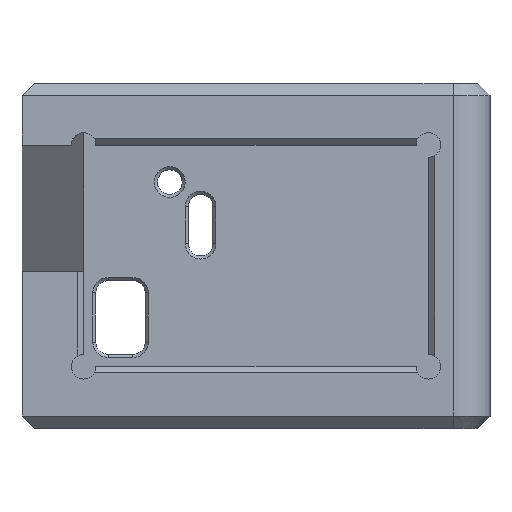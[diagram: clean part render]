
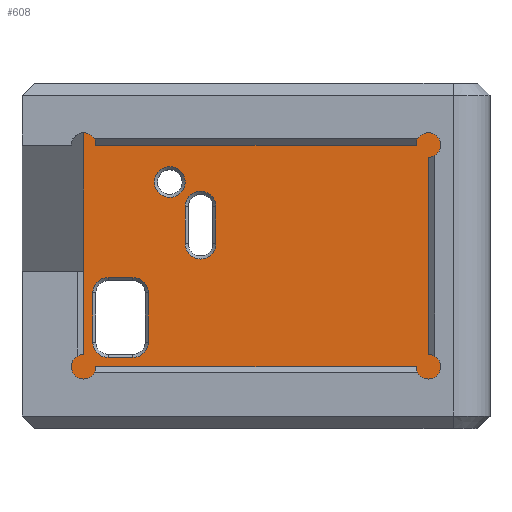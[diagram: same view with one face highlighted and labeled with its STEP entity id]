
A CAD part, top view. The second image highlights one B-rep face of the part: STEP entity #608.
In plain terms, the highlighted planar face has unit normal (0, 0, 1).
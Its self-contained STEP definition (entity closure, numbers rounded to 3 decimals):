
#135 = VERTEX_POINT('',#136);
#136 = CARTESIAN_POINT('',(-14.,-1.25,7.));
#142 = EDGE_CURVE('',#143,#135,#145,.T.);
#143 = VERTEX_POINT('',#144);
#144 = CARTESIAN_POINT('',(-14.,10.,7.));
#145 = LINE('',#146,#147);
#146 = CARTESIAN_POINT('',(-14.,9.,7.));
#147 = VECTOR('',#148,1.);
#148 = DIRECTION('',(0.,-1.,0.));
#589 = VERTEX_POINT('',#590);
#590 = CARTESIAN_POINT('',(-13.,9.,7.));
#596 = EDGE_CURVE('',#589,#143,#597,.T.);
#597 = CIRCLE('',#598,1.);
#598 = AXIS2_PLACEMENT_3D('',#599,#600,#601);
#599 = CARTESIAN_POINT('',(-14.,9.,7.));
#600 = DIRECTION('',(0.,0.,1.));
#601 = DIRECTION('',(1.,0.,0.));
#608 = ADVANCED_FACE('',(#609,#688,#758,#794),#805,.T.);
#609 = FACE_BOUND('',#610,.T.);
#610 = EDGE_LOOP('',(#611,#612,#613,#621,#630,#638,#647,#656,#664,#673,
    #682));
#611 = ORIENTED_EDGE('',*,*,#596,.T.);
#612 = ORIENTED_EDGE('',*,*,#142,.T.);
#613 = ORIENTED_EDGE('',*,*,#614,.F.);
#614 = EDGE_CURVE('',#615,#135,#617,.T.);
#615 = VERTEX_POINT('',#616);
#616 = CARTESIAN_POINT('',(-14.,-8.,7.));
#617 = LINE('',#618,#619);
#618 = CARTESIAN_POINT('',(-14.,-9.,7.));
#619 = VECTOR('',#620,1.);
#620 = DIRECTION('',(0.,1.,0.));
#621 = ORIENTED_EDGE('',*,*,#622,.T.);
#622 = EDGE_CURVE('',#615,#623,#625,.T.);
#623 = VERTEX_POINT('',#624);
#624 = CARTESIAN_POINT('',(-13.,-9.,7.));
#625 = CIRCLE('',#626,1.);
#626 = AXIS2_PLACEMENT_3D('',#627,#628,#629);
#627 = CARTESIAN_POINT('',(-14.,-9.,7.));
#628 = DIRECTION('',(0.,0.,1.));
#629 = DIRECTION('',(1.,0.,0.));
#630 = ORIENTED_EDGE('',*,*,#631,.F.);
#631 = EDGE_CURVE('',#632,#623,#634,.T.);
#632 = VERTEX_POINT('',#633);
#633 = CARTESIAN_POINT('',(13.,-9.,7.));
#634 = LINE('',#635,#636);
#635 = CARTESIAN_POINT('',(14.,-9.,7.));
#636 = VECTOR('',#637,1.);
#637 = DIRECTION('',(-1.,0.,0.));
#638 = ORIENTED_EDGE('',*,*,#639,.T.);
#639 = EDGE_CURVE('',#632,#640,#642,.T.);
#640 = VERTEX_POINT('',#641);
#641 = CARTESIAN_POINT('',(15.,-9.,7.));
#642 = CIRCLE('',#643,1.);
#643 = AXIS2_PLACEMENT_3D('',#644,#645,#646);
#644 = CARTESIAN_POINT('',(14.,-9.,7.));
#645 = DIRECTION('',(0.,0.,1.));
#646 = DIRECTION('',(1.,0.,0.));
#647 = ORIENTED_EDGE('',*,*,#648,.T.);
#648 = EDGE_CURVE('',#640,#649,#651,.T.);
#649 = VERTEX_POINT('',#650);
#650 = CARTESIAN_POINT('',(14.,-8.,7.));
#651 = CIRCLE('',#652,1.);
#652 = AXIS2_PLACEMENT_3D('',#653,#654,#655);
#653 = CARTESIAN_POINT('',(14.,-9.,7.));
#654 = DIRECTION('',(0.,0.,1.));
#655 = DIRECTION('',(1.,0.,0.));
#656 = ORIENTED_EDGE('',*,*,#657,.F.);
#657 = EDGE_CURVE('',#658,#649,#660,.T.);
#658 = VERTEX_POINT('',#659);
#659 = CARTESIAN_POINT('',(14.,8.,7.));
#660 = LINE('',#661,#662);
#661 = CARTESIAN_POINT('',(14.,9.,7.));
#662 = VECTOR('',#663,1.);
#663 = DIRECTION('',(0.,-1.,0.));
#664 = ORIENTED_EDGE('',*,*,#665,.T.);
#665 = EDGE_CURVE('',#658,#666,#668,.T.);
#666 = VERTEX_POINT('',#667);
#667 = CARTESIAN_POINT('',(15.,9.,7.));
#668 = CIRCLE('',#669,1.);
#669 = AXIS2_PLACEMENT_3D('',#670,#671,#672);
#670 = CARTESIAN_POINT('',(14.,9.,7.));
#671 = DIRECTION('',(0.,0.,1.));
#672 = DIRECTION('',(1.,0.,0.));
#673 = ORIENTED_EDGE('',*,*,#674,.T.);
#674 = EDGE_CURVE('',#666,#675,#677,.T.);
#675 = VERTEX_POINT('',#676);
#676 = CARTESIAN_POINT('',(13.,9.,7.));
#677 = CIRCLE('',#678,1.);
#678 = AXIS2_PLACEMENT_3D('',#679,#680,#681);
#679 = CARTESIAN_POINT('',(14.,9.,7.));
#680 = DIRECTION('',(0.,0.,1.));
#681 = DIRECTION('',(1.,0.,0.));
#682 = ORIENTED_EDGE('',*,*,#683,.F.);
#683 = EDGE_CURVE('',#589,#675,#684,.T.);
#684 = LINE('',#685,#686);
#685 = CARTESIAN_POINT('',(-14.,9.,7.));
#686 = VECTOR('',#687,1.);
#687 = DIRECTION('',(1.,0.,0.));
#688 = FACE_BOUND('',#689,.T.);
#689 = EDGE_LOOP('',(#690,#700,#709,#717,#726,#734,#743,#751));
#690 = ORIENTED_EDGE('',*,*,#691,.F.);
#691 = EDGE_CURVE('',#692,#694,#696,.T.);
#692 = VERTEX_POINT('',#693);
#693 = CARTESIAN_POINT('',(-10.,-1.75,7.));
#694 = VERTEX_POINT('',#695);
#695 = CARTESIAN_POINT('',(-12.,-1.75,7.));
#696 = LINE('',#697,#698);
#697 = CARTESIAN_POINT('',(-10.,-1.75,7.));
#698 = VECTOR('',#699,1.);
#699 = DIRECTION('',(-1.,0.,0.));
#700 = ORIENTED_EDGE('',*,*,#701,.F.);
#701 = EDGE_CURVE('',#702,#692,#704,.T.);
#702 = VERTEX_POINT('',#703);
#703 = CARTESIAN_POINT('',(-8.75,-3.,7.));
#704 = CIRCLE('',#705,1.25);
#705 = AXIS2_PLACEMENT_3D('',#706,#707,#708);
#706 = CARTESIAN_POINT('',(-10.,-3.,7.));
#707 = DIRECTION('',(0.,0.,1.));
#708 = DIRECTION('',(1.,0.,0.));
#709 = ORIENTED_EDGE('',*,*,#710,.F.);
#710 = EDGE_CURVE('',#711,#702,#713,.T.);
#711 = VERTEX_POINT('',#712);
#712 = CARTESIAN_POINT('',(-8.75,-7.,7.));
#713 = LINE('',#714,#715);
#714 = CARTESIAN_POINT('',(-8.75,-7.,7.));
#715 = VECTOR('',#716,1.);
#716 = DIRECTION('',(0.,1.,0.));
#717 = ORIENTED_EDGE('',*,*,#718,.F.);
#718 = EDGE_CURVE('',#719,#711,#721,.T.);
#719 = VERTEX_POINT('',#720);
#720 = CARTESIAN_POINT('',(-10.,-8.25,7.));
#721 = CIRCLE('',#722,1.25);
#722 = AXIS2_PLACEMENT_3D('',#723,#724,#725);
#723 = CARTESIAN_POINT('',(-10.,-7.,7.));
#724 = DIRECTION('',(0.,0.,1.));
#725 = DIRECTION('',(0.,-1.,0.));
#726 = ORIENTED_EDGE('',*,*,#727,.F.);
#727 = EDGE_CURVE('',#728,#719,#730,.T.);
#728 = VERTEX_POINT('',#729);
#729 = CARTESIAN_POINT('',(-12.,-8.25,7.));
#730 = LINE('',#731,#732);
#731 = CARTESIAN_POINT('',(-12.,-8.25,7.));
#732 = VECTOR('',#733,1.);
#733 = DIRECTION('',(1.,0.,0.));
#734 = ORIENTED_EDGE('',*,*,#735,.F.);
#735 = EDGE_CURVE('',#736,#728,#738,.T.);
#736 = VERTEX_POINT('',#737);
#737 = CARTESIAN_POINT('',(-13.25,-7.,7.));
#738 = CIRCLE('',#739,1.25);
#739 = AXIS2_PLACEMENT_3D('',#740,#741,#742);
#740 = CARTESIAN_POINT('',(-12.,-7.,7.));
#741 = DIRECTION('',(0.,0.,1.));
#742 = DIRECTION('',(-1.,0.,0.));
#743 = ORIENTED_EDGE('',*,*,#744,.F.);
#744 = EDGE_CURVE('',#745,#736,#747,.T.);
#745 = VERTEX_POINT('',#746);
#746 = CARTESIAN_POINT('',(-13.25,-3.,7.));
#747 = LINE('',#748,#749);
#748 = CARTESIAN_POINT('',(-13.25,-3.,7.));
#749 = VECTOR('',#750,1.);
#750 = DIRECTION('',(0.,-1.,0.));
#751 = ORIENTED_EDGE('',*,*,#752,.F.);
#752 = EDGE_CURVE('',#694,#745,#753,.T.);
#753 = CIRCLE('',#754,1.25);
#754 = AXIS2_PLACEMENT_3D('',#755,#756,#757);
#755 = CARTESIAN_POINT('',(-12.,-3.,7.));
#756 = DIRECTION('',(0.,0.,1.));
#757 = DIRECTION('',(0.,1.,0.));
#758 = FACE_BOUND('',#759,.T.);
#759 = EDGE_LOOP('',(#760,#771,#779,#788));
#760 = ORIENTED_EDGE('',*,*,#761,.F.);
#761 = EDGE_CURVE('',#762,#764,#766,.T.);
#762 = VERTEX_POINT('',#763);
#763 = CARTESIAN_POINT('',(-3.25,4.,7.));
#764 = VERTEX_POINT('',#765);
#765 = CARTESIAN_POINT('',(-5.75,4.,7.));
#766 = CIRCLE('',#767,1.25);
#767 = AXIS2_PLACEMENT_3D('',#768,#769,#770);
#768 = CARTESIAN_POINT('',(-4.5,4.,7.));
#769 = DIRECTION('',(0.,0.,1.));
#770 = DIRECTION('',(1.,0.,0.));
#771 = ORIENTED_EDGE('',*,*,#772,.F.);
#772 = EDGE_CURVE('',#773,#762,#775,.T.);
#773 = VERTEX_POINT('',#774);
#774 = CARTESIAN_POINT('',(-3.25,1.,7.));
#775 = LINE('',#776,#777);
#776 = CARTESIAN_POINT('',(-3.25,1.,7.));
#777 = VECTOR('',#778,1.);
#778 = DIRECTION('',(0.,1.,0.));
#779 = ORIENTED_EDGE('',*,*,#780,.F.);
#780 = EDGE_CURVE('',#781,#773,#783,.T.);
#781 = VERTEX_POINT('',#782);
#782 = CARTESIAN_POINT('',(-5.75,1.,7.));
#783 = CIRCLE('',#784,1.25);
#784 = AXIS2_PLACEMENT_3D('',#785,#786,#787);
#785 = CARTESIAN_POINT('',(-4.5,1.,7.));
#786 = DIRECTION('',(0.,0.,1.));
#787 = DIRECTION('',(-1.,0.,0.));
#788 = ORIENTED_EDGE('',*,*,#789,.F.);
#789 = EDGE_CURVE('',#764,#781,#790,.T.);
#790 = LINE('',#791,#792);
#791 = CARTESIAN_POINT('',(-5.75,4.,7.));
#792 = VECTOR('',#793,1.);
#793 = DIRECTION('',(0.,-1.,0.));
#794 = FACE_BOUND('',#795,.T.);
#795 = EDGE_LOOP('',(#796));
#796 = ORIENTED_EDGE('',*,*,#797,.F.);
#797 = EDGE_CURVE('',#798,#798,#800,.T.);
#798 = VERTEX_POINT('',#799);
#799 = CARTESIAN_POINT('',(-5.75,6.,7.));
#800 = CIRCLE('',#801,1.25);
#801 = AXIS2_PLACEMENT_3D('',#802,#803,#804);
#802 = CARTESIAN_POINT('',(-7.,6.,7.));
#803 = DIRECTION('',(0.,0.,1.));
#804 = DIRECTION('',(1.,0.,0.));
#805 = PLANE('',#806);
#806 = AXIS2_PLACEMENT_3D('',#807,#808,#809);
#807 = CARTESIAN_POINT('',(-1.708,0.255,7.));
#808 = DIRECTION('',(0.,0.,1.));
#809 = DIRECTION('',(1.,0.,0.));
